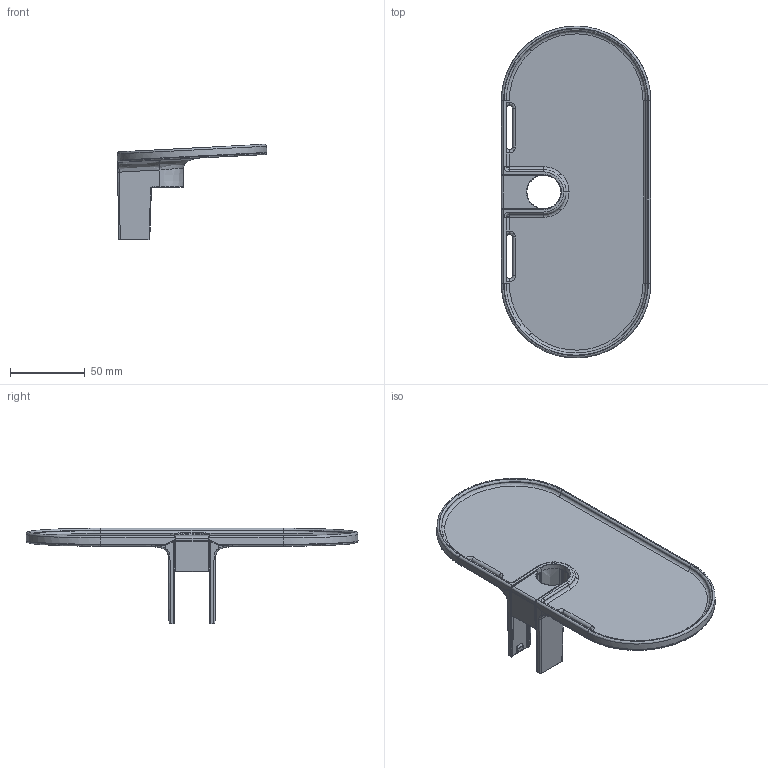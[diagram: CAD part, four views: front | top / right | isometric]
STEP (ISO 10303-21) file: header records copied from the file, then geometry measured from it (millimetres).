
FILE_DESCRIPTION(/* description */ ('Unknown'),/* implementation_level */ '2;1');
FILE_NAME(/* name */ '26770001',/* time_stamp */ '2022-09-27T17:37:49+02:00',/* author */ ('Unknown'),/* organization */ ('GROHE AG'),/* preprocessor_version */ 'ST-DEVELOPER v16.7',/* originating_system */ 'DEX',/* authorisation */ $);
FILE_SCHEMA (('AUTOMOTIVE_DESIGN {1 0 10303 214 3 1 1}'));
Length unit declared in the file: millimetre
Products named in the file (3): 26770001; id11; shell#3
Assembly tree (2 placements, depth 2):
  26770001
    id11
    shell#3
Bounding box: 99.86 x 221.83 x 63.81 mm (x, y, z)
Surface area: 53304.5 mm2 (no closed solid volume)
Topology: 0 solids, 2 shells, 483 faces, 1599 edges, 1030 vertices
Faces by surface type: cylinder 185, bspline 170, plane 93, torus 25, cone 6, sphere 4
Entity records: 22778 total; most frequent: CARTESIAN_POINT 10219, DIRECTION 2487, ORIENTED_EDGE 2470, EDGE_CURVE 1593, VERTEX_POINT 1030, AXIS2_PLACEMENT_3D 972, LINE 543, VECTOR 543
